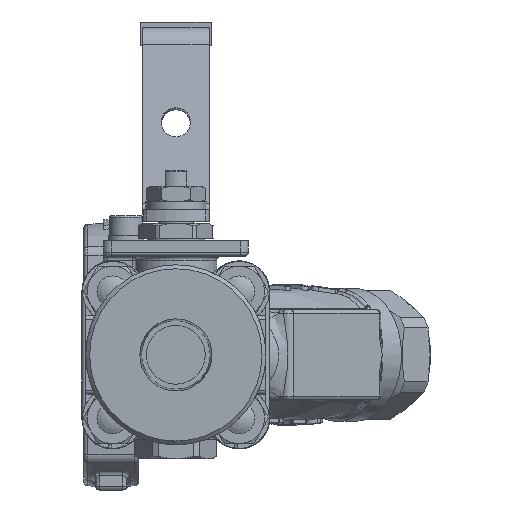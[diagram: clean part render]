
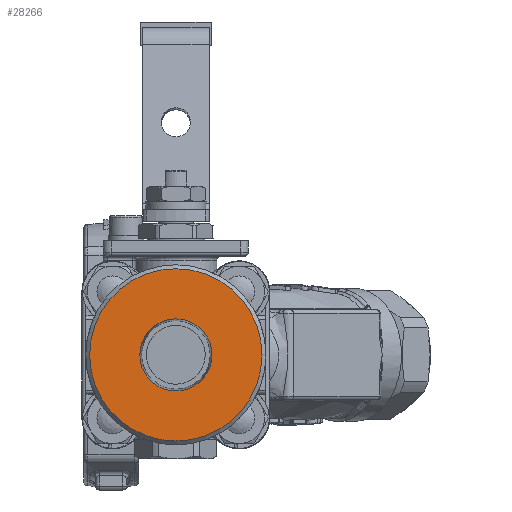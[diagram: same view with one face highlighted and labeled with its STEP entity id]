
A CAD part, left-side view. The second image highlights one B-rep face of the part: STEP entity #28266.
In plain terms, the highlighted planar face has unit normal (-1, 0, 0).
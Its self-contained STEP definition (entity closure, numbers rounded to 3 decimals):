
#1044=FACE_BOUND('',#8107,.T.);
#6351=FACE_OUTER_BOUND('',#8106,.T.);
#8106=EDGE_LOOP('',(#19044));
#8107=EDGE_LOOP('',(#19045));
#9947=CIRCLE('',#30054,22.);
#10015=CIRCLE('',#30167,9.203);
#11426=VERTEX_POINT('',#41654);
#11506=VERTEX_POINT('',#42760);
#14223=EDGE_CURVE('',#11426,#11426,#9947,.T.);
#14368=EDGE_CURVE('',#11506,#11506,#10015,.T.);
#19044=ORIENTED_EDGE('',*,*,#14223,.F.);
#19045=ORIENTED_EDGE('',*,*,#14368,.T.);
#27512=PLANE('',#30166);
#28266=ADVANCED_FACE('',(#6351,#1044),#27512,.T.);
#30054=AXIS2_PLACEMENT_3D('',#41655,#33509,#33510);
#30166=AXIS2_PLACEMENT_3D('',#42759,#33775,#33776);
#30167=AXIS2_PLACEMENT_3D('',#42761,#33777,#33778);
#33509=DIRECTION('center_axis',(1.,0.,0.));
#33510=DIRECTION('ref_axis',(0.,1.,0.));
#33775=DIRECTION('center_axis',(-1.,0.,0.));
#33776=DIRECTION('ref_axis',(0.,-1.,0.));
#33777=DIRECTION('center_axis',(1.,0.,0.));
#33778=DIRECTION('ref_axis',(0.,-1.,0.));
#41654=CARTESIAN_POINT('',(-135.036,-3.167,-1.517));
#41655=CARTESIAN_POINT('Origin',(-135.036,18.833,-1.517));
#42759=CARTESIAN_POINT('Origin',(-135.036,18.833,-1.517));
#42760=CARTESIAN_POINT('',(-135.036,28.036,-1.517));
#42761=CARTESIAN_POINT('Origin',(-135.036,18.833,-1.517));
